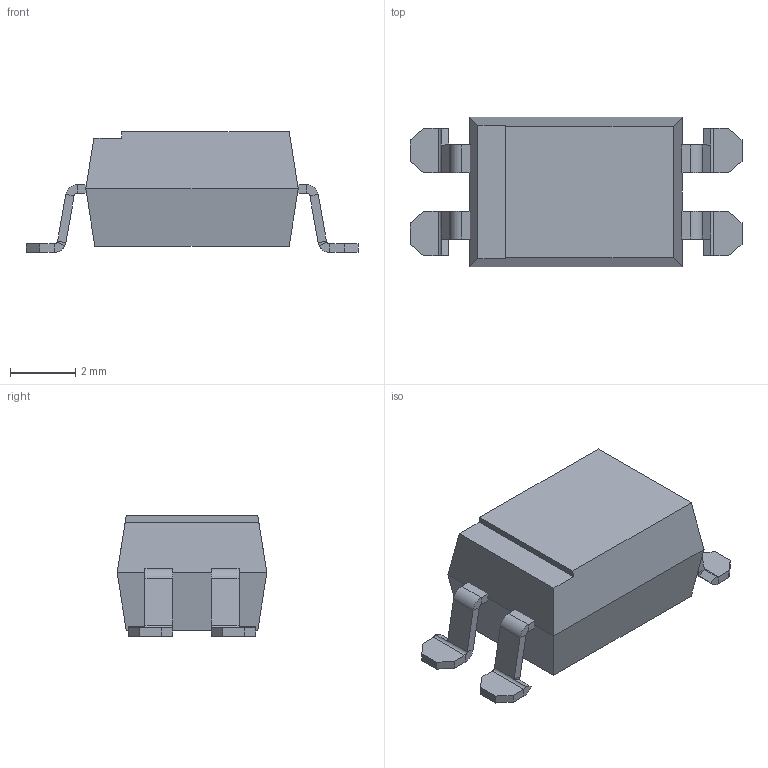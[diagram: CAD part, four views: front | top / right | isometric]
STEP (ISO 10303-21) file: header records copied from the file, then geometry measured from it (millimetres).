
FILE_DESCRIPTION(('FreeCAD Model'),'2;1');
FILE_NAME('Open CASCADE Shape Model','2022-12-07T17:54:12',( 'kicad StepUp'),('ksu MCAD'),'Open CASCADE STEP processor 7.5', 'FreeCAD','Unknown');
FILE_SCHEMA(('AUTOMOTIVE_DESIGN { 1 0 10303 214 1 1 1 1 }'));
Length unit declared in the file: millimetre
Products named in the file (1): DIP4_OP010_cp
Bounding box: 10.16 x 4.58 x 3.69 mm (x, y, z)
Volume: 108.8 mm3; surface area: 264.7 mm2
Topology: 3 solids, 3 shells, 136 faces, 328 edges, 196 vertices
Faces by surface type: plane 120, cylinder 16
Entity records: 4822 total; most frequent: CARTESIAN_POINT 661, ORIENTED_EDGE 656, DIRECTION 642, EDGE_CURVE 328, LINE 288, VECTOR 288, VERTEX_POINT 196, AXIS2_PLACEMENT_3D 177
